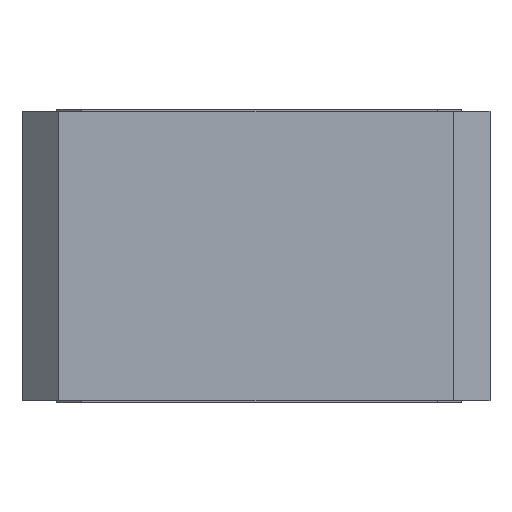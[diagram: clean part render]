
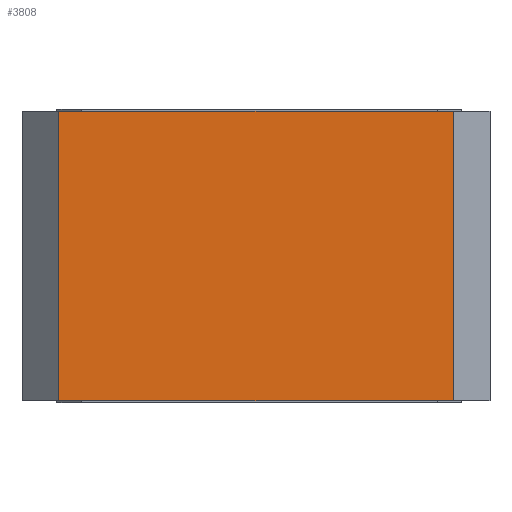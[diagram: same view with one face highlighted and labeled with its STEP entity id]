
A CAD part, front view. The second image highlights one B-rep face of the part: STEP entity #3808.
In plain terms, the highlighted face is planar.
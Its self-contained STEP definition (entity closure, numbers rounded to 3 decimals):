
#251=PLANE('',#4199);
#633=LINE('',#6249,#1043);
#648=LINE('',#6275,#1058);
#653=LINE('',#6282,#1063);
#654=LINE('',#6283,#1064);
#1043=VECTOR('',#5113,1000.);
#1058=VECTOR('',#5132,1000.);
#1063=VECTOR('',#5139,1000.);
#1064=VECTOR('',#5140,1000.);
#1301=FACE_OUTER_BOUND('',#1508,.T.);
#1508=EDGE_LOOP('',(#3346,#3347,#3348,#3349));
#1882=VERTEX_POINT('',#6247);
#1883=VERTEX_POINT('',#6248);
#1891=VERTEX_POINT('',#6272);
#1892=VERTEX_POINT('',#6274);
#2372=EDGE_CURVE('',#1882,#1883,#633,.T.);
#2387=EDGE_CURVE('',#1891,#1892,#648,.T.);
#2392=EDGE_CURVE('',#1891,#1883,#653,.T.);
#2393=EDGE_CURVE('',#1882,#1892,#654,.T.);
#3346=ORIENTED_EDGE('',*,*,#2387,.F.);
#3347=ORIENTED_EDGE('',*,*,#2392,.T.);
#3348=ORIENTED_EDGE('',*,*,#2372,.F.);
#3349=ORIENTED_EDGE('',*,*,#2393,.T.);
#3808=ADVANCED_FACE('',(#1301),#251,.F.);
#4199=AXIS2_PLACEMENT_3D('',#6281,#5137,#5138);
#5113=DIRECTION('',(-1.,0.,0.));
#5132=DIRECTION('',(1.,0.,0.));
#5137=DIRECTION('center_axis',(0.,0.,1.));
#5138=DIRECTION('ref_axis',(1.,0.,0.));
#5139=DIRECTION('',(0.,1.,0.));
#5140=DIRECTION('',(0.,-1.,0.));
#6247=CARTESIAN_POINT('',(18.8,13.8,-4.));
#6248=CARTESIAN_POINT('',(-18.8,13.8,-4.));
#6249=CARTESIAN_POINT('',(22.3,13.8,-4.));
#6272=CARTESIAN_POINT('',(-18.8,-13.8,-4.));
#6274=CARTESIAN_POINT('',(18.8,-13.8,-4.));
#6275=CARTESIAN_POINT('',(22.3,-13.8,-4.));
#6281=CARTESIAN_POINT('Origin',(-22.3,13.8,-4.));
#6282=CARTESIAN_POINT('',(-18.8,13.8,-4.));
#6283=CARTESIAN_POINT('',(18.8,-13.8,-4.));
